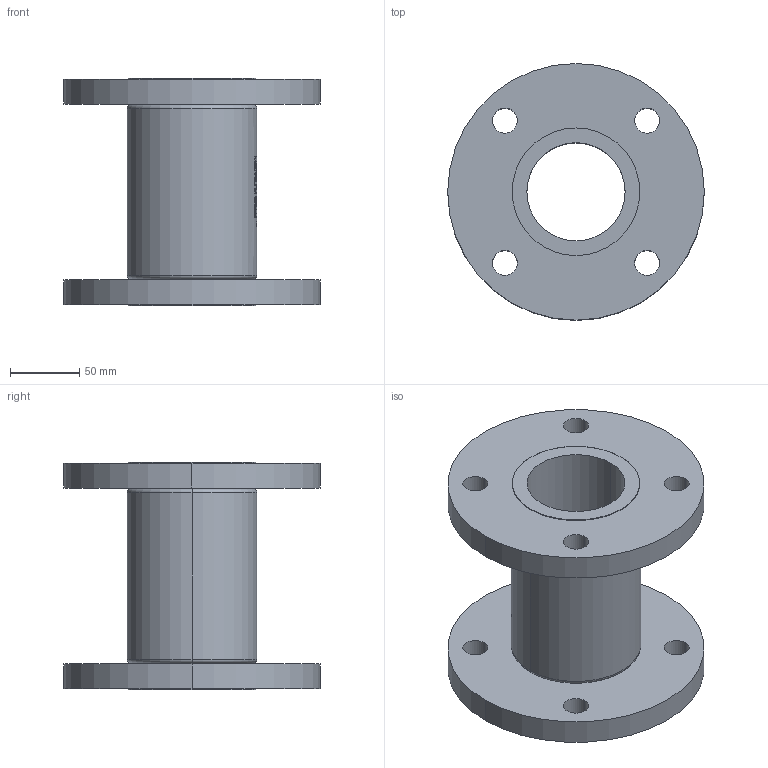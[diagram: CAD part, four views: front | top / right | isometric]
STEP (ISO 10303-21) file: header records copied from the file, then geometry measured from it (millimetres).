
FILE_DESCRIPTION (( 'STEP AP214' ), '1' );
FILE_NAME ('7150000_DN065_PN16_51422055.STEP', '2022-02-02T07:46:00', ( 'axxx' ), ( 'Hewlett-Packard Company' ), 'SwSTEP 2.0', 'SolidWorks 2019', '' );
FILE_SCHEMA (( 'AUTOMOTIVE_DESIGN' ));
Length unit declared in the file: millimetre
Products named in the file (1): 7150000_DN065_PN16_51422055
Bounding box: 185 x 185 x 164 mm (x, y, z)
Volume: 1164412.8 mm3; surface area: 195434.7 mm2
Topology: 1 solids, 1 shells, 535 faces, 1394 edges, 928 vertices
Faces by surface type: plane 254, bspline 226, cylinder 47, torus 8
Entity records: 29121 total; most frequent: CARTESIAN_POINT 17471, ORIENTED_EDGE 2788, DIRECTION 1648, EDGE_CURVE 1394, VERTEX_POINT 928, VECTOR 754, LINE 754, EDGE_LOOP 620
